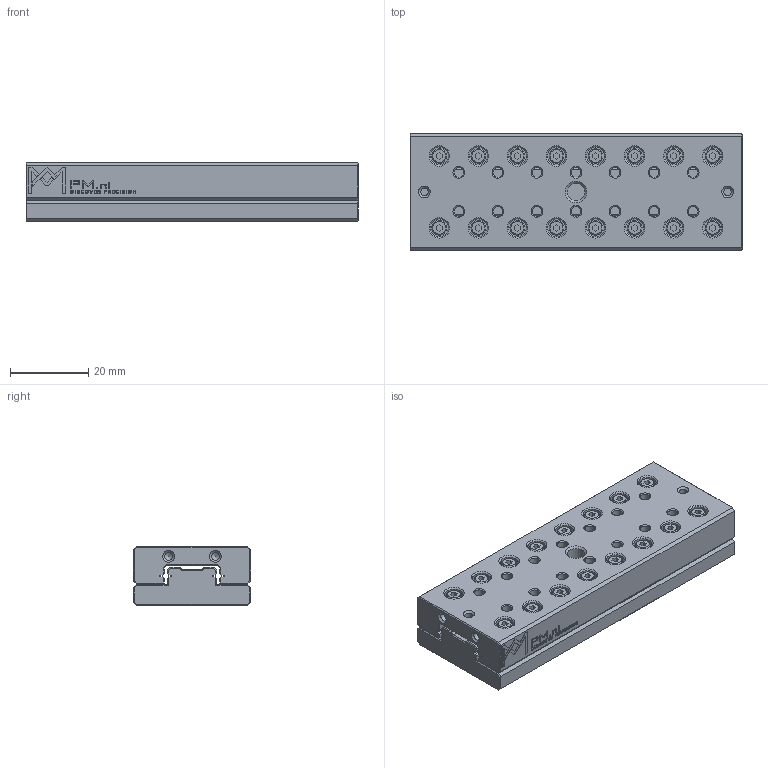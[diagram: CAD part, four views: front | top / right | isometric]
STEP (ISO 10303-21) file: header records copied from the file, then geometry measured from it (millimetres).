
FILE_DESCRIPTION(/* description */ (''),/* implementation_level */ '2;1');
FILE_NAME(/* name */ 'RTA-1580.stp',/* time_stamp */ '2024-09-11T08:49:11+02:00',/* author */ (''),/* organization */ (''),/* preprocessor_version */ 'ST-DEVELOPER v16.7',/* originating_system */ 'SIEMENS PLM Software NX 12.0',/* authorisation */ '');
FILE_SCHEMA (('AUTOMOTIVE_DESIGN { 1 0 10303 214 3 1 1 1 }'));
Length unit declared in the file: millimetre
Products named in the file (1): RTA-1580_stp
Bounding box: 85 x 30 x 15 mm (x, y, z)
Volume: 34525.3 mm3; surface area: 18184.8 mm2
Topology: 2 solids, 2 shells, 1294 faces, 3163 edges, 2057 vertices
Faces by surface type: plane 886, bspline 180, cone 119, cylinder 109
Full cylindrical faces by diameter (mm): 2 x14, 2.5 x14, 3 x6, 3.8 x32, 4.5 x1, 4.6 x32, 5 x4
Entity records: 41206 total; most frequent: CARTESIAN_POINT 8697, ORIENTED_EDGE 5826, DIRECTION 5108, EDGE_CURVE 2913, LINE 2212, VECTOR 2212, VERTEX_POINT 2029, EDGE_LOOP 1738
